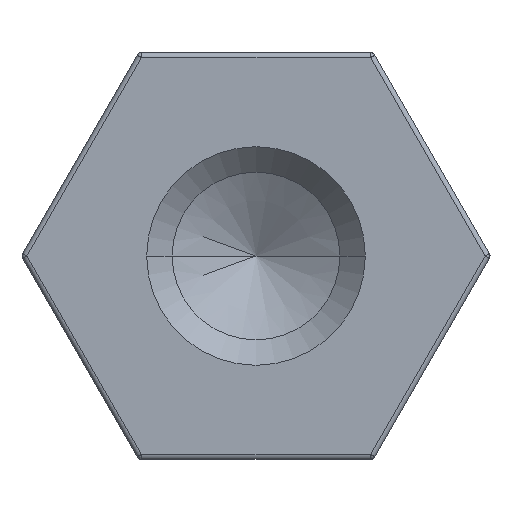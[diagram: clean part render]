
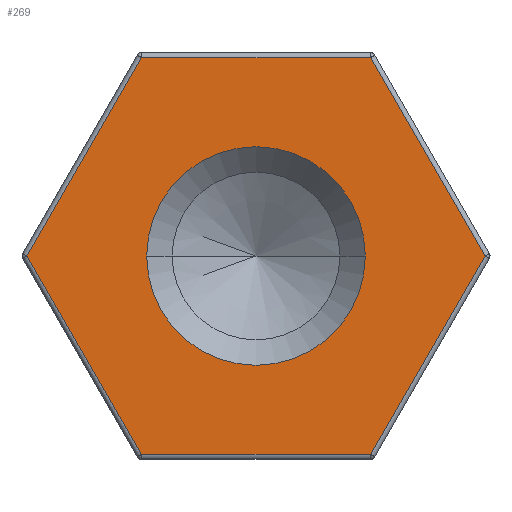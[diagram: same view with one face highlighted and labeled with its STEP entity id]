
A CAD part, left-side view. The second image highlights one B-rep face of the part: STEP entity #269.
In plain terms, the highlighted planar face has unit normal (-1, 0, 0).
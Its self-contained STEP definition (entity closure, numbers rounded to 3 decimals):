
#9 = FACE_BOUND ( 'NONE', #624, .T. ) ;
#12 = FACE_OUTER_BOUND ( 'NONE', #597, .T. ) ;
#101 = CIRCLE ( 'NONE', #1330, 2.15 ) ;
#162 = VERTEX_POINT ( 'NONE', #1034 ) ;
#182 = LINE ( 'NONE', #1429, #1337 ) ;
#227 = VERTEX_POINT ( 'NONE', #1350 ) ;
#232 = LINE ( 'NONE', #1302, #965 ) ;
#269 = ADVANCED_FACE ( 'NONE', ( #12, #9 ), #446, .F. ) ;
#318 = DIRECTION ( 'NONE',  ( 0., -0.5, -0.866 ) ) ;
#325 = EDGE_CURVE ( 'NONE', #587, #477, #101, .T. ) ;
#420 = VERTEX_POINT ( 'NONE', #1185 ) ;
#446 = PLANE ( 'NONE',  #1094 ) ;
#452 = DIRECTION ( 'NONE',  ( 0., 1., 0. ) ) ;
#477 = VERTEX_POINT ( 'NONE', #905 ) ;
#485 = EDGE_CURVE ( 'NONE', #477, #587, #1206, .T. ) ;
#498 = VERTEX_POINT ( 'NONE', #1216 ) ;
#587 = VERTEX_POINT ( 'NONE', #1086 ) ;
#588 = EDGE_CURVE ( 'NONE', #498, #744, #1415, .T. ) ;
#597 = EDGE_LOOP ( 'NONE', ( #645, #653, #694, #700, #702, #736 ) ) ;
#603 = LINE ( 'NONE', #1306, #940 ) ;
#611 = EDGE_CURVE ( 'NONE', #789, #498, #232, .T. ) ;
#620 = EDGE_CURVE ( 'NONE', #227, #789, #182, .T. ) ;
#623 = DIRECTION ( 'NONE',  ( 0., 1., 0. ) ) ;
#624 = EDGE_LOOP ( 'NONE', ( #786, #790 ) ) ;
#638 = EDGE_CURVE ( 'NONE', #420, #227, #603, .T. ) ;
#640 = EDGE_CURVE ( 'NONE', #162, #420, #1176, .T. ) ;
#645 = ORIENTED_EDGE ( 'NONE', *, *, #650, .T. ) ;
#646 = DIRECTION ( 'NONE',  ( 0., 0.5, -0.866 ) ) ;
#650 = EDGE_CURVE ( 'NONE', #744, #162, #1155, .T. ) ;
#653 = ORIENTED_EDGE ( 'NONE', *, *, #640, .T. ) ;
#664 = VECTOR ( 'NONE', #1378, 1000. ) ;
#669 = CARTESIAN_POINT ( 'NONE',  ( 0., 0., 0. ) ) ;
#671 = DIRECTION ( 'NONE',  ( 1., 0., 0. ) ) ;
#694 = ORIENTED_EDGE ( 'NONE', *, *, #638, .T. ) ;
#700 = ORIENTED_EDGE ( 'NONE', *, *, #620, .T. ) ;
#702 = ORIENTED_EDGE ( 'NONE', *, *, #611, .T. ) ;
#736 = ORIENTED_EDGE ( 'NONE', *, *, #588, .T. ) ;
#744 = VERTEX_POINT ( 'NONE', #1248 ) ;
#777 = DIRECTION ( 'NONE',  ( 1., 0., 0. ) ) ;
#786 = ORIENTED_EDGE ( 'NONE', *, *, #485, .T. ) ;
#789 = VERTEX_POINT ( 'NONE', #860 ) ;
#790 = ORIENTED_EDGE ( 'NONE', *, *, #325, .T. ) ;
#815 = DIRECTION ( 'NONE',  ( 0., -0.5, 0.866 ) ) ;
#860 = CARTESIAN_POINT ( 'NONE',  ( 0., 2.252, -3.9 ) ) ;
#905 = CARTESIAN_POINT ( 'NONE',  ( 0., 2.15, 0. ) ) ;
#923 = CARTESIAN_POINT ( 'NONE',  ( 0., -3.377, -1.95 ) ) ;
#931 = DIRECTION ( 'NONE',  ( 0., 0.5, 0.866 ) ) ;
#940 = VECTOR ( 'NONE', #646, 1000. ) ;
#965 = VECTOR ( 'NONE', #1234, 1000. ) ;
#1034 = CARTESIAN_POINT ( 'NONE',  ( 0., -2.252, 3.9 ) ) ;
#1086 = CARTESIAN_POINT ( 'NONE',  ( 0., -2.15, 0. ) ) ;
#1094 = AXIS2_PLACEMENT_3D ( 'NONE', #1276, #1239, #452 ) ;
#1155 = LINE ( 'NONE', #1237, #1320 ) ;
#1176 = LINE ( 'NONE', #1310, #664 ) ;
#1185 = CARTESIAN_POINT ( 'NONE',  ( 0., 2.252, 3.9 ) ) ;
#1206 = CIRCLE ( 'NONE', #1265, 2.15 ) ;
#1216 = CARTESIAN_POINT ( 'NONE',  ( 0., -2.252, -3.9 ) ) ;
#1234 = DIRECTION ( 'NONE',  ( 0., -1., 0. ) ) ;
#1237 = CARTESIAN_POINT ( 'NONE',  ( 0., -3.377, 1.95 ) ) ;
#1239 = DIRECTION ( 'NONE',  ( 1., 0., 0. ) ) ;
#1241 = VECTOR ( 'NONE', #815, 1000. ) ;
#1248 = CARTESIAN_POINT ( 'NONE',  ( 0., -4.503, 0. ) ) ;
#1265 = AXIS2_PLACEMENT_3D ( 'NONE', #1285, #777, #1356 ) ;
#1276 = CARTESIAN_POINT ( 'NONE',  ( 0., 0., 0. ) ) ;
#1285 = CARTESIAN_POINT ( 'NONE',  ( 0., 0., 0. ) ) ;
#1302 = CARTESIAN_POINT ( 'NONE',  ( 0., 0., -3.9 ) ) ;
#1306 = CARTESIAN_POINT ( 'NONE',  ( 0., 3.377, 1.95 ) ) ;
#1310 = CARTESIAN_POINT ( 'NONE',  ( 0., 0., 3.9 ) ) ;
#1320 = VECTOR ( 'NONE', #931, 1000. ) ;
#1330 = AXIS2_PLACEMENT_3D ( 'NONE', #669, #671, #623 ) ;
#1337 = VECTOR ( 'NONE', #318, 1000. ) ;
#1350 = CARTESIAN_POINT ( 'NONE',  ( 0., 4.503, 0. ) ) ;
#1356 = DIRECTION ( 'NONE',  ( 0., 1., 0. ) ) ;
#1378 = DIRECTION ( 'NONE',  ( 0., 1., 0. ) ) ;
#1415 = LINE ( 'NONE', #923, #1241 ) ;
#1429 = CARTESIAN_POINT ( 'NONE',  ( 0., 3.377, -1.95 ) ) ;
